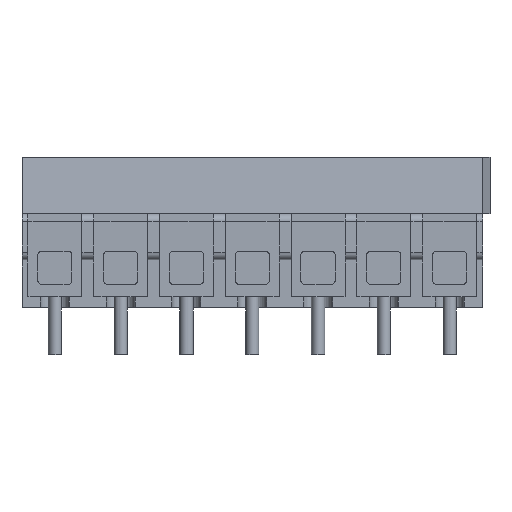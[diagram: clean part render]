
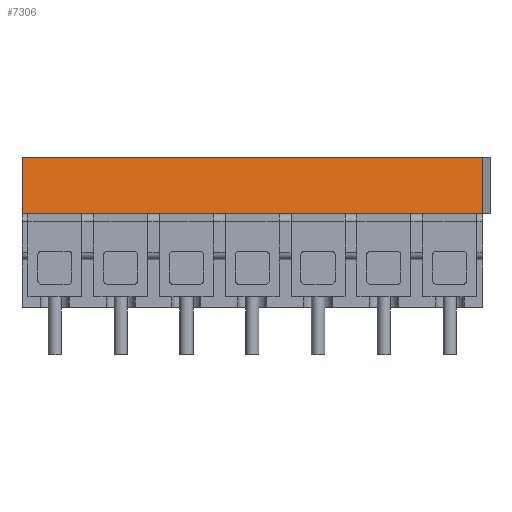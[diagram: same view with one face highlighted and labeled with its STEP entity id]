
A CAD part, front view. The second image highlights one B-rep face of the part: STEP entity #7306.
In plain terms, the highlighted planar face has unit normal (0, -0.993, 0.122).
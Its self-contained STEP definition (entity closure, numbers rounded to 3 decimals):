
#376 = PLANE('',#377);
#377 = AXIS2_PLACEMENT_3D('',#378,#379,#380);
#378 = CARTESIAN_POINT('',(15.,-3.905,7.1));
#379 = DIRECTION('',(0.,0.,1.));
#380 = DIRECTION('',(0.,1.,0.));
#1514 = VERTEX_POINT('',#1515);
#1515 = CARTESIAN_POINT('',(32.5,-3.506,7.1));
#1529 = PLANE('',#1530);
#1530 = AXIS2_PLACEMENT_3D('',#1531,#1532,#1533);
#1531 = CARTESIAN_POINT('',(32.5,-0.291,5.692));
#1532 = DIRECTION('',(1.,0.,0.));
#1533 = DIRECTION('',(0.,0.,1.));
#1541 = EDGE_CURVE('',#1542,#1514,#1544,.T.);
#1542 = VERTEX_POINT('',#1543);
#1543 = CARTESIAN_POINT('',(-2.5,-3.506,7.1));
#1544 = SURFACE_CURVE('',#1545,(#1549,#1556),.PCURVE_S1.);
#1545 = LINE('',#1546,#1547);
#1546 = CARTESIAN_POINT('',(-2.5,-3.506,7.1));
#1547 = VECTOR('',#1548,1.);
#1548 = DIRECTION('',(1.,0.,0.));
#1549 = PCURVE('',#376,#1550);
#1550 = DEFINITIONAL_REPRESENTATION('',(#1551),#1555);
#1551 = LINE('',#1552,#1553);
#1552 = CARTESIAN_POINT('',(0.399,17.5));
#1553 = VECTOR('',#1554,1.);
#1554 = DIRECTION('',(0.,-1.));
#1555 = ( GEOMETRIC_REPRESENTATION_CONTEXT(2)
PARAMETRIC_REPRESENTATION_CONTEXT() REPRESENTATION_CONTEXT('2D SPACE',''
) );
#1556 = PCURVE('',#1557,#1562);
#1557 = PLANE('',#1558);
#1558 = AXIS2_PLACEMENT_3D('',#1559,#1560,#1561);
#1559 = CARTESIAN_POINT('',(-2.5,-2.976,11.4));
#1560 = DIRECTION('',(0.,0.992,-0.122));
#1561 = DIRECTION('',(0.,-0.122,-0.992));
#1562 = DEFINITIONAL_REPRESENTATION('',(#1563),#1567);
#1563 = LINE('',#1564,#1565);
#1564 = CARTESIAN_POINT('',(4.333,0.));
#1565 = VECTOR('',#1566,1.);
#1566 = DIRECTION('',(0.,-1.));
#1567 = ( GEOMETRIC_REPRESENTATION_CONTEXT(2)
PARAMETRIC_REPRESENTATION_CONTEXT() REPRESENTATION_CONTEXT('2D SPACE',''
) );
#1585 = PLANE('',#1586);
#1586 = AXIS2_PLACEMENT_3D('',#1587,#1588,#1589);
#1587 = CARTESIAN_POINT('',(-2.5,-0.291,5.692));
#1588 = DIRECTION('',(-1.,-0.,-0.));
#1589 = DIRECTION('',(0.,0.,-1.));
#7037 = PLANE('',#7038);
#7038 = AXIS2_PLACEMENT_3D('',#7039,#7040,#7041);
#7039 = CARTESIAN_POINT('',(15.034,-0.003,11.4));
#7040 = DIRECTION('',(0.,0.,1.));
#7041 = DIRECTION('',(0.,1.,0.));
#7241 = VERTEX_POINT('',#7242);
#7242 = CARTESIAN_POINT('',(32.5,-2.976,11.4));
#7263 = EDGE_CURVE('',#7241,#1514,#7264,.T.);
#7264 = SURFACE_CURVE('',#7265,(#7269,#7276),.PCURVE_S1.);
#7265 = LINE('',#7266,#7267);
#7266 = CARTESIAN_POINT('',(32.5,-2.976,11.4));
#7267 = VECTOR('',#7268,1.);
#7268 = DIRECTION('',(0.,-0.122,-0.992));
#7269 = PCURVE('',#1529,#7270);
#7270 = DEFINITIONAL_REPRESENTATION('',(#7271),#7275);
#7271 = LINE('',#7272,#7273);
#7272 = CARTESIAN_POINT('',(5.708,2.685));
#7273 = VECTOR('',#7274,1.);
#7274 = DIRECTION('',(-0.992,0.122));
#7275 = ( GEOMETRIC_REPRESENTATION_CONTEXT(2)
PARAMETRIC_REPRESENTATION_CONTEXT() REPRESENTATION_CONTEXT('2D SPACE',''
) );
#7276 = PCURVE('',#1557,#7277);
#7277 = DEFINITIONAL_REPRESENTATION('',(#7278),#7282);
#7278 = LINE('',#7279,#7280);
#7279 = CARTESIAN_POINT('',(0.,-35.));
#7280 = VECTOR('',#7281,1.);
#7281 = DIRECTION('',(1.,0.));
#7282 = ( GEOMETRIC_REPRESENTATION_CONTEXT(2)
PARAMETRIC_REPRESENTATION_CONTEXT() REPRESENTATION_CONTEXT('2D SPACE',''
) );
#7306 = ADVANCED_FACE('',(#7307),#1557,.F.);
#7307 = FACE_BOUND('',#7308,.F.);
#7308 = EDGE_LOOP('',(#7309,#7332,#7333,#7334));
#7309 = ORIENTED_EDGE('',*,*,#7310,.T.);
#7310 = EDGE_CURVE('',#7311,#7241,#7313,.T.);
#7311 = VERTEX_POINT('',#7312);
#7312 = CARTESIAN_POINT('',(-2.5,-2.976,11.4));
#7313 = SURFACE_CURVE('',#7314,(#7318,#7325),.PCURVE_S1.);
#7314 = LINE('',#7315,#7316);
#7315 = CARTESIAN_POINT('',(-2.5,-2.976,11.4));
#7316 = VECTOR('',#7317,1.);
#7317 = DIRECTION('',(1.,0.,0.));
#7318 = PCURVE('',#1557,#7319);
#7319 = DEFINITIONAL_REPRESENTATION('',(#7320),#7324);
#7320 = LINE('',#7321,#7322);
#7321 = CARTESIAN_POINT('',(0.,0.));
#7322 = VECTOR('',#7323,1.);
#7323 = DIRECTION('',(0.,-1.));
#7324 = ( GEOMETRIC_REPRESENTATION_CONTEXT(2)
PARAMETRIC_REPRESENTATION_CONTEXT() REPRESENTATION_CONTEXT('2D SPACE',''
) );
#7325 = PCURVE('',#7037,#7326);
#7326 = DEFINITIONAL_REPRESENTATION('',(#7327),#7331);
#7327 = LINE('',#7328,#7329);
#7328 = CARTESIAN_POINT('',(-2.973,17.534));
#7329 = VECTOR('',#7330,1.);
#7330 = DIRECTION('',(0.,-1.));
#7331 = ( GEOMETRIC_REPRESENTATION_CONTEXT(2)
PARAMETRIC_REPRESENTATION_CONTEXT() REPRESENTATION_CONTEXT('2D SPACE',''
) );
#7332 = ORIENTED_EDGE('',*,*,#7263,.T.);
#7333 = ORIENTED_EDGE('',*,*,#1541,.F.);
#7334 = ORIENTED_EDGE('',*,*,#7335,.F.);
#7335 = EDGE_CURVE('',#7311,#1542,#7336,.T.);
#7336 = SURFACE_CURVE('',#7337,(#7341,#7348),.PCURVE_S1.);
#7337 = LINE('',#7338,#7339);
#7338 = CARTESIAN_POINT('',(-2.5,-2.976,11.4));
#7339 = VECTOR('',#7340,1.);
#7340 = DIRECTION('',(0.,-0.122,-0.992));
#7341 = PCURVE('',#1557,#7342);
#7342 = DEFINITIONAL_REPRESENTATION('',(#7343),#7347);
#7343 = LINE('',#7344,#7345);
#7344 = CARTESIAN_POINT('',(0.,0.));
#7345 = VECTOR('',#7346,1.);
#7346 = DIRECTION('',(1.,0.));
#7347 = ( GEOMETRIC_REPRESENTATION_CONTEXT(2)
PARAMETRIC_REPRESENTATION_CONTEXT() REPRESENTATION_CONTEXT('2D SPACE',''
) );
#7348 = PCURVE('',#1585,#7349);
#7349 = DEFINITIONAL_REPRESENTATION('',(#7350),#7354);
#7350 = LINE('',#7351,#7352);
#7351 = CARTESIAN_POINT('',(-5.708,2.685));
#7352 = VECTOR('',#7353,1.);
#7353 = DIRECTION('',(0.992,0.122));
#7354 = ( GEOMETRIC_REPRESENTATION_CONTEXT(2)
PARAMETRIC_REPRESENTATION_CONTEXT() REPRESENTATION_CONTEXT('2D SPACE',''
) );
